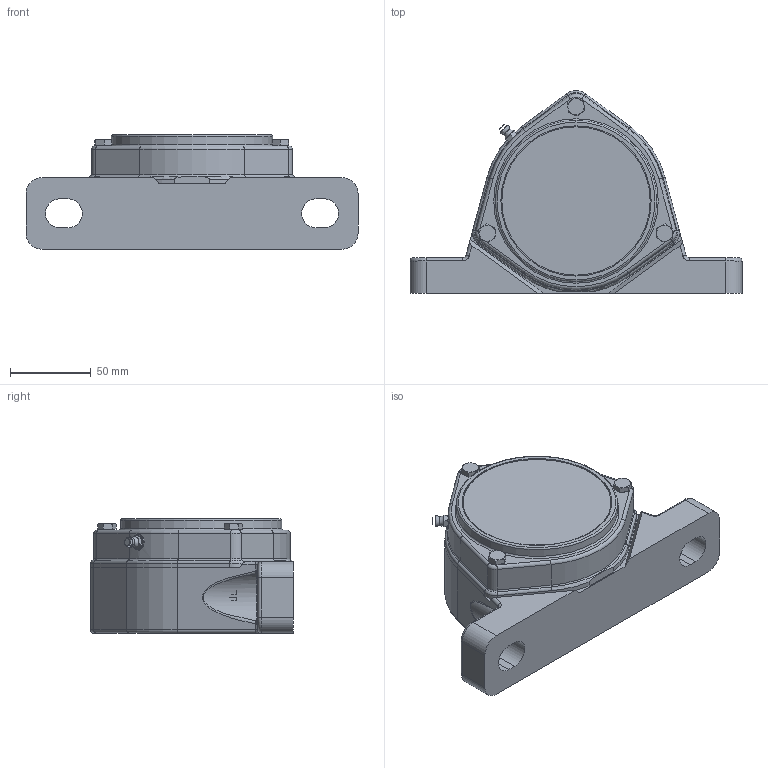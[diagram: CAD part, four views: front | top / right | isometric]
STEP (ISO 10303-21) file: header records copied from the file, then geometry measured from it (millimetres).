
FILE_DESCRIPTION(/* description */ (''),/* implementation_level */ '2;1');
FILE_NAME(/* name */ 'NG50SF20.stp',/* time_stamp */ '2019-12-13T10:34:09+01:00',/* author */ ('fje'),/* organization */ (''),/* preprocessor_version */ 'ST-DEVELOPER v17',/* originating_system */ 'Autodesk Inventor 2018',/* authorisation */ '');
FILE_SCHEMA (('CONFIG_CONTROL_DESIGN'));
Length unit declared in the file: millimetre
Products named in the file (1): Part3
Bounding box: 206 x 125.7 x 71 mm (x, y, z)
Volume: 641992.1 mm3; surface area: 170371.2 mm2
Topology: 16 solids, 16 shells, 472 faces, 1167 edges, 754 vertices
Faces by surface type: plane 205, cylinder 139, cone 67, torus 46, bspline 14, sphere 1
Full cylindrical faces by diameter (mm): 3 x4, 4.917 x3, 5.459 x3, 6 x5, 6.5 x3, 6.647 x1, 6.8 x1, 7 x6, 7.8 x6, 8 x2, 8.7 x3, 9 x4, 10 x1, 50 x2, 54.8 x1, 58.3 x1, 60.2 x1, 61 x1, 61.5 x2, 64 x1, 65 x2, 70 x1, 88 x2, 92 x2, 93.2 x1, 100 x2, 104 x1, 106.8 x1
Entity records: 15467 total; most frequent: CARTESIAN_POINT 3494, DIRECTION 2499, ORIENTED_EDGE 2310, EDGE_CURVE 1155, AXIS2_PLACEMENT_3D 991, VERTEX_POINT 754, EDGE_LOOP 546, CIRCLE 526
